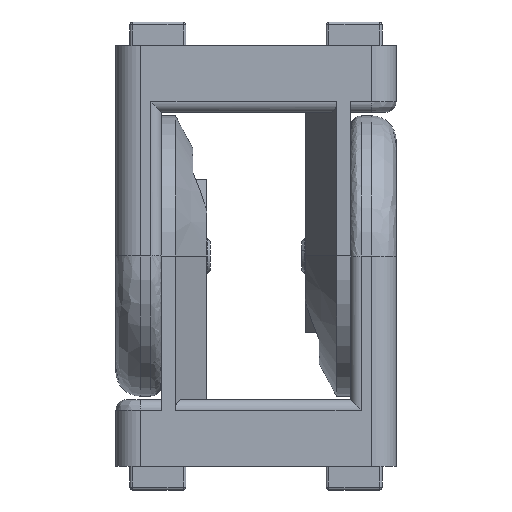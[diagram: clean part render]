
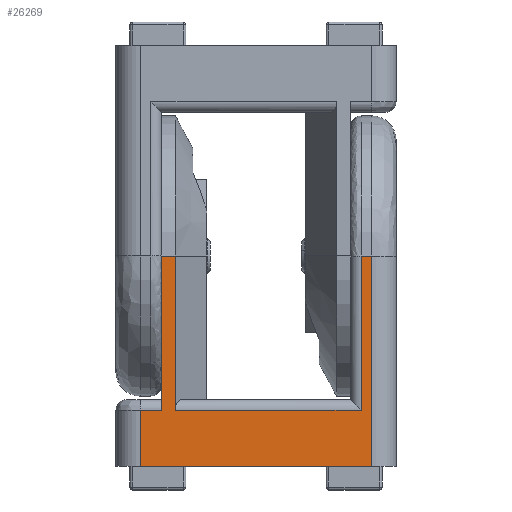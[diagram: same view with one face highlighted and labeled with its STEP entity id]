
A CAD part, front view. The second image highlights one B-rep face of the part: STEP entity #26269.
In plain terms, the highlighted planar face has unit normal (0, -1, 0).
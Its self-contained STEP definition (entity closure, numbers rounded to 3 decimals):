
#270 = LINE ( 'NONE', #15259, #26574 ) ;
#1023 = EDGE_CURVE ( 'NONE', #14170, #22921, #16595, .T. ) ;
#1216 = CARTESIAN_POINT ( 'NONE',  ( -11.5, -20., 8. ) ) ;
#1352 = VERTEX_POINT ( 'NONE', #24780 ) ;
#1460 = CARTESIAN_POINT ( 'NONE',  ( 2.017, -20., 30. ) ) ;
#1693 = LINE ( 'NONE', #27012, #9967 ) ;
#1743 = EDGE_CURVE ( 'NONE', #18712, #13334, #20699, .T. ) ;
#2166 = VECTOR ( 'NONE', #14684, 1000. ) ;
#2192 = LINE ( 'NONE', #4450, #16781 ) ;
#2200 = ORIENTED_EDGE ( 'NONE', *, *, #22009, .F. ) ;
#2260 = EDGE_CURVE ( 'NONE', #12176, #14767, #21417, .T. ) ;
#3083 = CARTESIAN_POINT ( 'NONE',  ( -16.5, -20., 0. ) ) ;
#3253 = PLANE ( 'NONE',  #8879 ) ;
#3801 = CARTESIAN_POINT ( 'NONE',  ( -20., -20., 0. ) ) ;
#4450 = CARTESIAN_POINT ( 'NONE',  ( -13.5, -20., 22.284 ) ) ;
#5050 = CARTESIAN_POINT ( 'NONE',  ( 15., -20., 22.284 ) ) ;
#5217 = CARTESIAN_POINT ( 'NONE',  ( 16.5, -20., 30. ) ) ;
#5378 = FACE_OUTER_BOUND ( 'NONE', #13363, .T. ) ;
#5471 = DIRECTION ( 'NONE',  ( 0., 0., 1. ) ) ;
#5839 = CARTESIAN_POINT ( 'NONE',  ( -11.5, -20., 30. ) ) ;
#5890 = LINE ( 'NONE', #27292, #11725 ) ;
#5938 = ORIENTED_EDGE ( 'NONE', *, *, #1743, .F. ) ;
#5956 = DIRECTION ( 'NONE',  ( 1., 0., 0. ) ) ;
#6815 = VECTOR ( 'NONE', #16081, 1000. ) ;
#7264 = CARTESIAN_POINT ( 'NONE',  ( 16.5, -20., 22.284 ) ) ;
#8438 = EDGE_CURVE ( 'NONE', #1352, #12176, #24329, .T. ) ;
#8860 = DIRECTION ( 'NONE',  ( 0., 0., -1. ) ) ;
#8879 = AXIS2_PLACEMENT_3D ( 'NONE', #13780, #24611, #5471 ) ;
#9404 = LINE ( 'NONE', #7264, #23362 ) ;
#9834 = EDGE_CURVE ( 'NONE', #17579, #1352, #5890, .T. ) ;
#9967 = VECTOR ( 'NONE', #16261, 1000. ) ;
#10118 = DIRECTION ( 'NONE',  ( -1., 0., 0. ) ) ;
#11537 = VECTOR ( 'NONE', #14858, 1000. ) ;
#11595 = ORIENTED_EDGE ( 'NONE', *, *, #8438, .F. ) ;
#11705 = CARTESIAN_POINT ( 'NONE',  ( -16.5, -20., 8. ) ) ;
#11725 = VECTOR ( 'NONE', #26861, 1000. ) ;
#12176 = VERTEX_POINT ( 'NONE', #16127 ) ;
#12989 = CARTESIAN_POINT ( 'NONE',  ( 2.017, -20., 8. ) ) ;
#13269 = EDGE_CURVE ( 'NONE', #14767, #18712, #9404, .T. ) ;
#13334 = VERTEX_POINT ( 'NONE', #3083 ) ;
#13363 = EDGE_LOOP ( 'NONE', ( #24608, #11595, #25562, #14706, #19212, #21803, #15202, #2200, #5938, #24872 ) ) ;
#13780 = CARTESIAN_POINT ( 'NONE',  ( 2.017, -20., 22.284 ) ) ;
#14170 = VERTEX_POINT ( 'NONE', #26405 ) ;
#14684 = DIRECTION ( 'NONE',  ( 1., 0., 0. ) ) ;
#14706 = ORIENTED_EDGE ( 'NONE', *, *, #24040, .F. ) ;
#14767 = VERTEX_POINT ( 'NONE', #5217 ) ;
#14800 = DIRECTION ( 'NONE',  ( 0., 0., 1. ) ) ;
#14858 = DIRECTION ( 'NONE',  ( 1., 0., 0. ) ) ;
#15202 = ORIENTED_EDGE ( 'NONE', *, *, #25339, .F. ) ;
#15259 = CARTESIAN_POINT ( 'NONE',  ( -11.5, -20., 22.284 ) ) ;
#15745 = CARTESIAN_POINT ( 'NONE',  ( -13.5, -20., 8. ) ) ;
#15923 = VECTOR ( 'NONE', #10118, 1000. ) ;
#16081 = DIRECTION ( 'NONE',  ( 0., 0., 1. ) ) ;
#16127 = CARTESIAN_POINT ( 'NONE',  ( 15., -20., 30. ) ) ;
#16261 = DIRECTION ( 'NONE',  ( 0., 0., 1. ) ) ;
#16595 = LINE ( 'NONE', #1460, #21218 ) ;
#16781 = VECTOR ( 'NONE', #14800, 1000. ) ;
#17579 = VERTEX_POINT ( 'NONE', #1216 ) ;
#18024 = DIRECTION ( 'NONE',  ( 0., 0., -1. ) ) ;
#18126 = CARTESIAN_POINT ( 'NONE',  ( 16.5, -20., 0. ) ) ;
#18712 = VERTEX_POINT ( 'NONE', #18126 ) ;
#19212 = ORIENTED_EDGE ( 'NONE', *, *, #1023, .F. ) ;
#20699 = LINE ( 'NONE', #3801, #15923 ) ;
#21218 = VECTOR ( 'NONE', #5956, 1000. ) ;
#21417 = LINE ( 'NONE', #23508, #11537 ) ;
#21669 = VERTEX_POINT ( 'NONE', #11705 ) ;
#21803 = ORIENTED_EDGE ( 'NONE', *, *, #23188, .F. ) ;
#22009 = EDGE_CURVE ( 'NONE', #13334, #21669, #1693, .T. ) ;
#22921 = VERTEX_POINT ( 'NONE', #5839 ) ;
#23188 = EDGE_CURVE ( 'NONE', #26811, #14170, #2192, .T. ) ;
#23362 = VECTOR ( 'NONE', #18024, 1000. ) ;
#23443 = LINE ( 'NONE', #12989, #2166 ) ;
#23508 = CARTESIAN_POINT ( 'NONE',  ( -13.5, -20., 30. ) ) ;
#24040 = EDGE_CURVE ( 'NONE', #22921, #17579, #270, .T. ) ;
#24329 = LINE ( 'NONE', #5050, #6815 ) ;
#24608 = ORIENTED_EDGE ( 'NONE', *, *, #2260, .F. ) ;
#24611 = DIRECTION ( 'NONE',  ( 0., 1., 0. ) ) ;
#24780 = CARTESIAN_POINT ( 'NONE',  ( 15., -20., 8. ) ) ;
#24872 = ORIENTED_EDGE ( 'NONE', *, *, #13269, .F. ) ;
#25339 = EDGE_CURVE ( 'NONE', #21669, #26811, #23443, .T. ) ;
#25562 = ORIENTED_EDGE ( 'NONE', *, *, #9834, .F. ) ;
#26269 = ADVANCED_FACE ( 'NONE', ( #5378 ), #3253, .F. ) ;
#26405 = CARTESIAN_POINT ( 'NONE',  ( -13.5, -20., 30. ) ) ;
#26574 = VECTOR ( 'NONE', #8860, 1000. ) ;
#26811 = VERTEX_POINT ( 'NONE', #15745 ) ;
#26861 = DIRECTION ( 'NONE',  ( 1., 0., 0. ) ) ;
#27012 = CARTESIAN_POINT ( 'NONE',  ( -16.5, -20., 15.892 ) ) ;
#27292 = CARTESIAN_POINT ( 'NONE',  ( 2.017, -20., 8. ) ) ;
